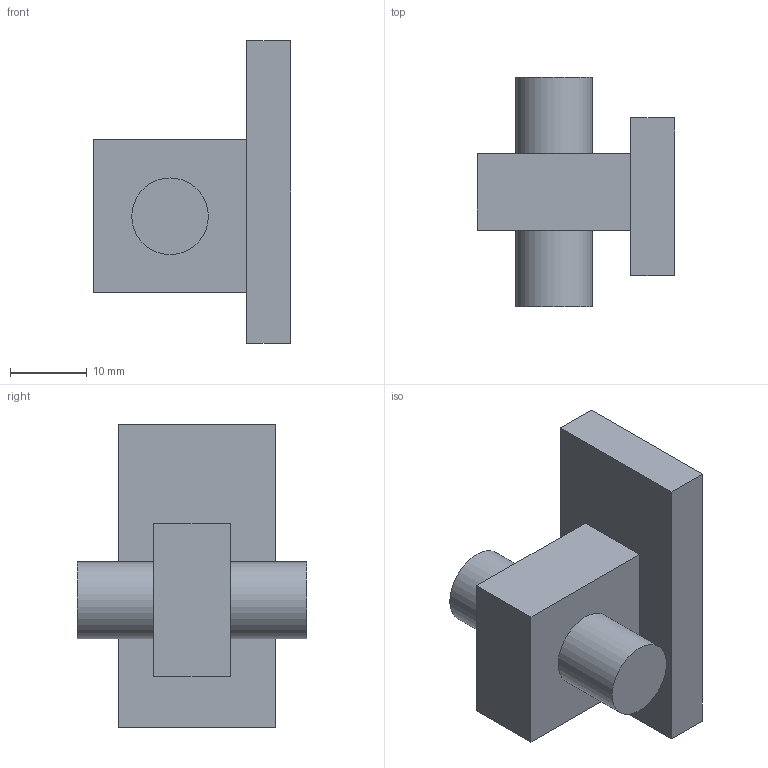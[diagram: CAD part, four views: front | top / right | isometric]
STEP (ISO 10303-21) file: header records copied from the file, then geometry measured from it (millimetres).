
FILE_DESCRIPTION(/* description */ ('','CAx-IF Rec.Pracs.---Representation and Presentation of Product Manufacturing Information (PMI)---4.0---2014-10-13'),/* implementation_level */ '2;1');
FILE_NAME(/* name */ 'bgr5.stp',/* time_stamp */ '2022-03-27T21:34:10+02:00',/* author */ ('Weigand'),/* organization */ (''),/* preprocessor_version */ 'ST-DEVELOPER v18.1',/* originating_system */ 'Autodesk Inventor 2022',/* authorisation */ '');
FILE_SCHEMA (('AP242_MANAGED_MODEL_BASED_3D_ENGINEERING_MIM_LF { 1 0 10303 442 1 1 4 }'));
Length unit declared in the file: inch
Products named in the file (4): bgr1; wuerfel; stab; Part12
Assembly tree (3 placements, depth 2):
  bgr1
    wuerfel
    stab
    Part12
Bounding box: 25.73 x 30 x 39.48 mm (x, y, z)
Volume: 10209.2 mm3; surface area: 5163.5 mm2
Topology: 3 solids, 3 shells, 16 faces, 30 edges, 20 vertices
Faces by surface type: plane 14, cylinder 2
Full cylindrical faces by diameter (mm): 10 x2
Entity records: 926 total; most frequent: DIRECTION 164, CARTESIAN_POINT 146, AXIS2_PLACEMENT_3D 69, ORIENTED_EDGE 60, EDGE_CURVE 30, LINE 26, VECTOR 26, STYLED_ITEM 23
